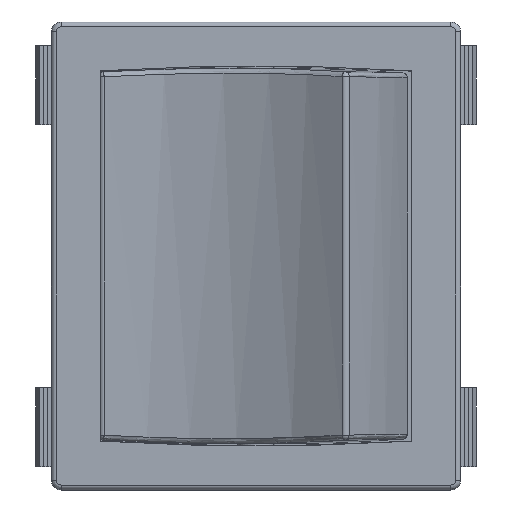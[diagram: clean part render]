
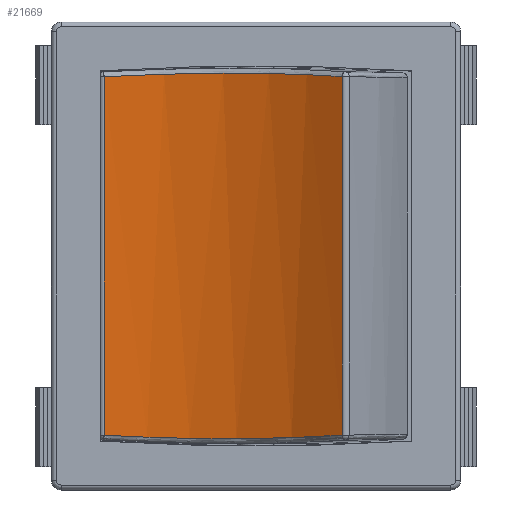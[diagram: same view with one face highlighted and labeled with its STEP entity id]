
A CAD part, top view. The second image highlights one B-rep face of the part: STEP entity #21669.
In plain terms, the highlighted cylindrical face has radius 18.314 mm (diameter 36.628 mm), a partial arc.
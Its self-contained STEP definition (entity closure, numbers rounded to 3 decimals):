
#830=B_SPLINE_CURVE_WITH_KNOTS('',3,(#36618,#36619,#36620,#36621,#36622),
 .UNSPECIFIED.,.F.,.F.,(4,1,4),(-1.476,-0.719,-0.151),
 .UNSPECIFIED.);
#831=B_SPLINE_CURVE_WITH_KNOTS('',3,(#36625,#36626,#36627,#36628,#36629),
 .UNSPECIFIED.,.F.,.F.,(4,1,4),(-1.476,-0.719,-0.151),
 .UNSPECIFIED.);
#2784=FACE_OUTER_BOUND('',#4000,.T.);
#4000=EDGE_LOOP('',(#19870,#19871,#19872,#19873));
#6485=LINE('',#36616,#8952);
#6486=LINE('',#36624,#8953);
#8952=VECTOR('',#26667,10.);
#8953=VECTOR('',#26668,10.);
#11084=VERTEX_POINT('',#36614);
#11085=VERTEX_POINT('',#36615);
#11086=VERTEX_POINT('',#36617);
#11087=VERTEX_POINT('',#36623);
#14094=EDGE_CURVE('',#11084,#11085,#6485,.T.);
#14095=EDGE_CURVE('',#11086,#11084,#830,.T.);
#14096=EDGE_CURVE('',#11087,#11086,#6486,.T.);
#14097=EDGE_CURVE('',#11085,#11087,#831,.T.);
#19870=ORIENTED_EDGE('',*,*,#14094,.F.);
#19871=ORIENTED_EDGE('',*,*,#14095,.F.);
#19872=ORIENTED_EDGE('',*,*,#14096,.F.);
#19873=ORIENTED_EDGE('',*,*,#14097,.F.);
#20627=CYLINDRICAL_SURFACE('',#22623,18.314);
#21669=ADVANCED_FACE('',(#2784),#20627,.F.);
#22623=AXIS2_PLACEMENT_3D('',#36613,#26665,#26666);
#26665=DIRECTION('center_axis',(0.,-1.,0.));
#26666=DIRECTION('ref_axis',(0.069,0.,0.998));
#26667=DIRECTION('',(0.,-1.,0.));
#26668=DIRECTION('',(0.,1.,0.));
#36613=CARTESIAN_POINT('Origin',(-6.798,0.,
35.627));
#36614=CARTESIAN_POINT('',(4.416,9.195,21.148));
#36615=CARTESIAN_POINT('',(4.416,-9.195,21.148));
#36616=CARTESIAN_POINT('',(4.416,0.,21.148));
#36617=CARTESIAN_POINT('',(-7.793,9.195,17.34));
#36618=CARTESIAN_POINT('Ctrl Pts',(-7.793,9.195,17.34));
#36619=CARTESIAN_POINT('Ctrl Pts',(-5.31,9.326,17.205));
#36620=CARTESIAN_POINT('Ctrl Pts',(-0.912,9.44,17.867));
#36621=CARTESIAN_POINT('Ctrl Pts',(2.942,9.293,20.006));
#36622=CARTESIAN_POINT('Ctrl Pts',(4.416,9.195,21.148));
#36623=CARTESIAN_POINT('',(-7.793,-9.195,17.34));
#36624=CARTESIAN_POINT('',(-7.793,0.,17.34));
#36625=CARTESIAN_POINT('Ctrl Pts',(4.416,-9.195,21.148));
#36626=CARTESIAN_POINT('Ctrl Pts',(2.45,-9.326,19.625));
#36627=CARTESIAN_POINT('Ctrl Pts',(-1.544,-9.44,
17.67));
#36628=CARTESIAN_POINT('Ctrl Pts',(-5.931,-9.293,
17.239));
#36629=CARTESIAN_POINT('Ctrl Pts',(-7.793,-9.195,17.34));
